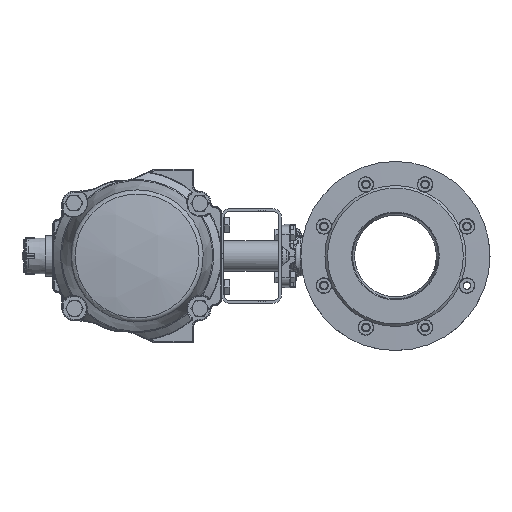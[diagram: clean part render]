
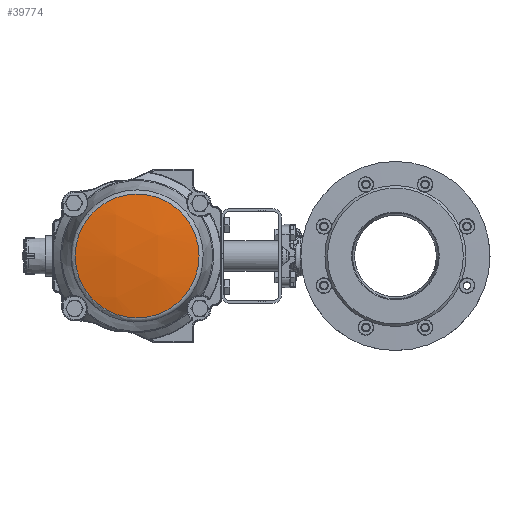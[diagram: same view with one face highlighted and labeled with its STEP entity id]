
A CAD part, left-side view. The second image highlights one B-rep face of the part: STEP entity #39774.
In plain terms, the highlighted spherical face has radius 420 mm.
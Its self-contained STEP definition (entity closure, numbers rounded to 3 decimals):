
#102=SPHERICAL_SURFACE('',#43979,420.);
#3097=CIRCLE('',#43980,72.053);
#15408=ORIENTED_EDGE('',*,*,#22657,.T.);
#22657=EDGE_CURVE('',#26929,#26929,#3097,.T.);
#26929=VERTEX_POINT('',#94035);
#33501=EDGE_LOOP('',(#15408));
#36439=FACE_BOUND('',#33501,.T.);
#39774=ADVANCED_FACE('',(#36439),#102,.T.);
#43979=AXIS2_PLACEMENT_3D('',#94033,#52573,#52574);
#43980=AXIS2_PLACEMENT_3D('',#94034,#52575,#52576);
#52573=DIRECTION('',(0.,-1.,0.));
#52574=DIRECTION('',(1.,0.,0.));
#52575=DIRECTION('',(0.,0.,-1.));
#52576=DIRECTION('',(-1.,0.,0.));
#94033=CARTESIAN_POINT('',(0.,0.,188.45));
#94034=CARTESIAN_POINT('',(0.,0.,-225.323));
#94035=CARTESIAN_POINT('',(-72.053,0.,-225.323));
